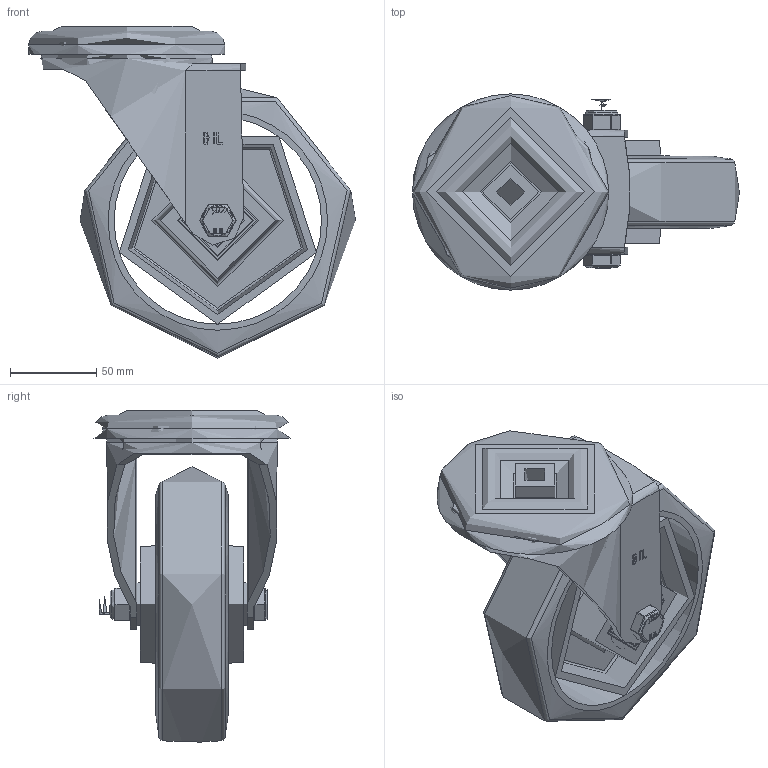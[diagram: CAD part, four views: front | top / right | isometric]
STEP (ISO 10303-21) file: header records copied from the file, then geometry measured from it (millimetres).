
FILE_DESCRIPTION(/* description */ (''),/* implementation_level */ '2;1');
FILE_NAME(/* name */ 'BZMM160RNBJBH16.step',/* time_stamp */ '2024-10-07T14:56:11+01:00',/* author */ (''),/* organization */ (''),/* preprocessor_version */ 'ST-DEVELOPER v20',/* originating_system */ 'Autodesk Translation Framework v13.20.0.188',/* authorisation */ '');
FILE_SCHEMA (('AUTOMOTIVE_DESIGN { 1 0 10303 214 3 1 1 }'));
Length unit declared in the file: millimetre
Products named in the file (27): BZMM160RNBJBH16; BZMM150ASBH16 - 64 v1; ZINC PLATED, PRESSED STEEL HEAD; ZINC PLATED, PRESSED STEEL FORKS; BZH160WRNBJM20 v1; 75 SHORE A ELASTIC RUBBER TYRE; NYLON RIM; BEARING SPACER; BEARING6204; BALL BEARINGS; BEARING6204 (1); BALL BEARINGS (1); Component3; INNER; OUTER; MIDDLE; RUBBER; TH20X2X12 v1; ZINC PLATED HEADED SPACER; TH20X2X12 v1 (1); ZINC PLATED HEADED SPACER (1); HEXBOLTM12X90Z8.8 v2; GRADE 8.8 ZINC PLATED BOLT; NYLOCM12Z v1; NYLOC NUT; NUT; RUBBER (1)
Assembly tree (45 placements, depth 5):
  BZMM160RNBJBH16
    BZMM150ASBH16 - 64 v1
      ZINC PLATED, PRESSED STEEL HEAD
      ZINC PLATED, PRESSED STEEL FORKS
    BZH160WRNBJM20 v1
      75 SHORE A ELASTIC RUBBER TYRE
      NYLON RIM
      BEARING SPACER
      BEARING6204
        INNER
        OUTER
        BALL BEARINGS
          Component3  x8
        MIDDLE
        RUBBER
      BEARING6204 (1)
        BALL BEARINGS (1)
          Component3  x8
        INNER
        OUTER
        MIDDLE
        RUBBER
    TH20X2X12 v1
      ZINC PLATED HEADED SPACER
    TH20X2X12 v1 (1)
      ZINC PLATED HEADED SPACER (1)
    HEXBOLTM12X90Z8.8 v2
      GRADE 8.8 ZINC PLATED BOLT
    NYLOCM12Z v1
      NYLOC NUT
        NUT
        RUBBER (1)
Bounding box: 190 x 114 x 192.91 mm (x, y, z)
Volume: 855676.7 mm3; surface area: 252092.9 mm2
Topology: 36 solids, 36 shells, 1110 faces, 2803 edges, 1858 vertices
Faces by surface type: plane 468, bspline 336, cylinder 197, sphere 66, torus 31, cone 12
Full cylindrical faces by diameter (mm): 9.836 x16, 11.834 x16, 12 x3, 12.2 x4, 14 x2, 16.2 x1, 17.75 x1, 18.5 x1, 19.8 x2, 20 x3, 24 x1, 25 x2, 27 x2, 28.5 x8, 30.8 x4, 31.3 x4, 32.5 x3, 40.3 x4, 40.5 x4, 40.8 x4, 41 x1, 42 x11, 47 x5, 51.5 x1, 74 x1, 91.5 x1, 99.5 x1, 104 x1, 114 x1, 120.5 x2
Entity records: 31815 total; most frequent: CARTESIAN_POINT 14286, ORIENTED_EDGE 3680, DIRECTION 3026, EDGE_CURVE 1840, VERTEX_POINT 1220, AXIS2_PLACEMENT_3D 1100, EDGE_LOOP 896, LINE 826
